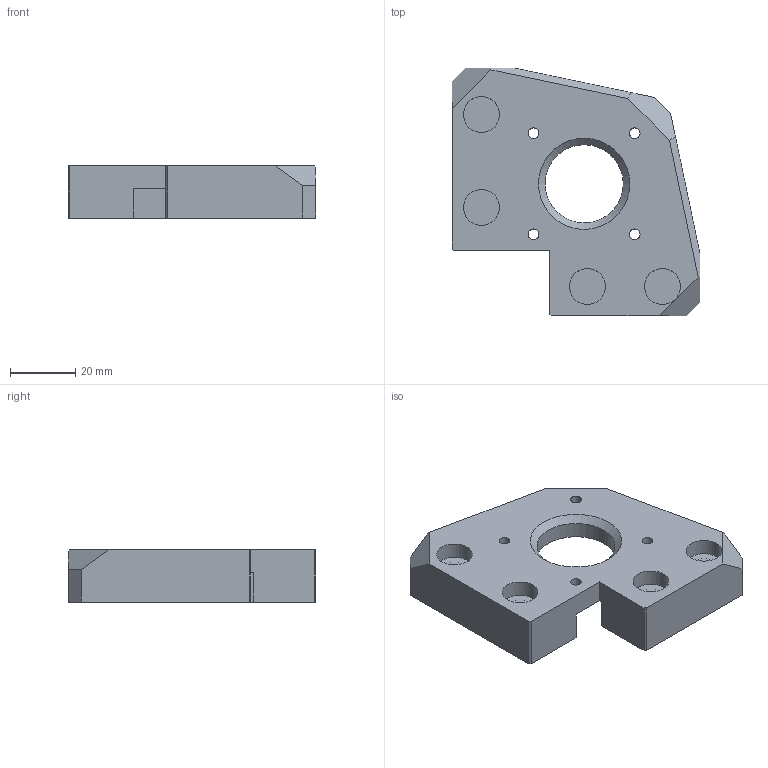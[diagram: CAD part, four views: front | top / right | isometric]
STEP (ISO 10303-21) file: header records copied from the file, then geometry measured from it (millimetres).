
FILE_DESCRIPTION(/* description */ ('STEP AP214'),/* implementation_level */ '2;1');
FILE_NAME(/* name */ '6040ac97bb830218c3cb4acf',/* time_stamp */ '2021-03-04T09:47:04+00:00',/* author */ (''),/* organization */ (''),/* preprocessor_version */ 'ST-DEVELOPER v18.1',/* originating_system */ ' ',/* authorisation */ ' ');
FILE_SCHEMA (('AUTOMOTIVE_DESIGN {1 0 10303 214 3 1 1}'));
Length unit declared in the file: metre
Products named in the file (1): z_motor_front_left
Bounding box: 76 x 76 x 16 mm (x, y, z)
Volume: 49345.7 mm3; surface area: 16029.5 mm2
Topology: 1 solids, 1 shells, 48 faces, 113 edges, 75 vertices
Faces by surface type: plane 34, cylinder 13, cone 1
Full cylindrical faces by diameter (mm): 3.3 x4, 6.3 x4, 11 x4, 24 x1
Entity records: 1356 total; most frequent: DIRECTION 224, CARTESIAN_POINT 223, ORIENTED_EDGE 198, EDGE_CURVE 99, EDGE_LOOP 80, FACE_BOUND 80, AXIS2_PLACEMENT_3D 76, VERTEX_POINT 75
